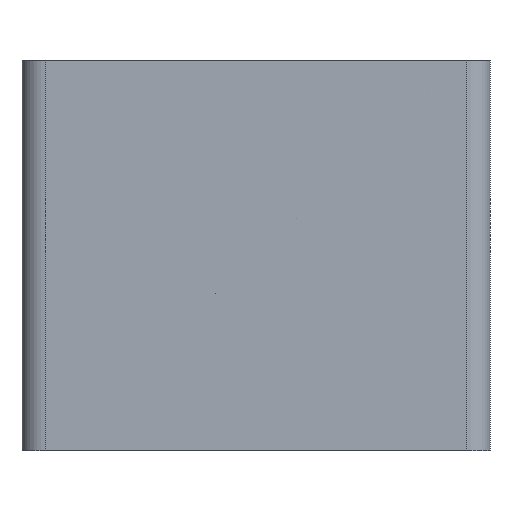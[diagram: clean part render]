
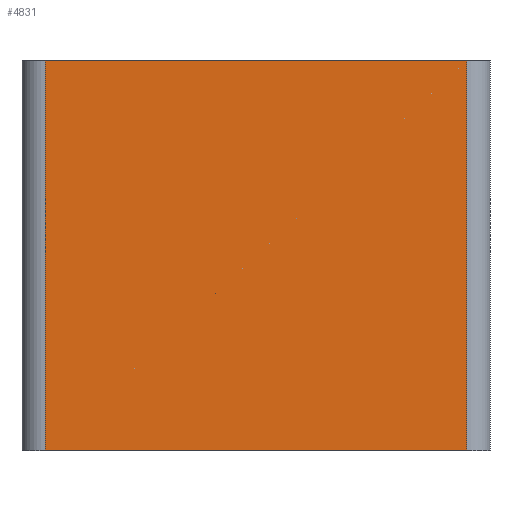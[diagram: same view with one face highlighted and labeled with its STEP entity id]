
A CAD part, front view. The second image highlights one B-rep face of the part: STEP entity #4831.
In plain terms, the highlighted planar face has unit normal (0, -1, 0).
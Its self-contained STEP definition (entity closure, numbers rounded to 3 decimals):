
#3 = ORIENTED_EDGE ( 'NONE', *, *, #282, .F. ) ;
#282 = EDGE_CURVE ( 'NONE', #3585, #6386, #4093, .T. ) ;
#347 = VECTOR ( 'NONE', #5636, 1000. ) ;
#817 = EDGE_CURVE ( 'NONE', #3585, #5758, #1719, .T. ) ;
#1479 = VECTOR ( 'NONE', #4776, 1000. ) ;
#1603 = CARTESIAN_POINT ( 'NONE',  ( -27., -15., -25. ) ) ;
#1719 = LINE ( 'NONE', #2962, #1479 ) ;
#1996 = VECTOR ( 'NONE', #2029, 1000. ) ;
#2029 = DIRECTION ( 'NONE',  ( 1., 0., 0. ) ) ;
#2036 = LINE ( 'NONE', #5825, #8125 ) ;
#2239 = FACE_OUTER_BOUND ( 'NONE', #2841, .T. ) ;
#2696 = DIRECTION ( 'NONE',  ( 1., 0., 0. ) ) ;
#2841 = EDGE_LOOP ( 'NONE', ( #4315, #6003, #3, #4134 ) ) ;
#2900 = PLANE ( 'NONE',  #3936 ) ;
#2927 = CARTESIAN_POINT ( 'NONE',  ( 27., -15., -25. ) ) ;
#2962 = CARTESIAN_POINT ( 'NONE',  ( -27., -15., 25. ) ) ;
#3077 = EDGE_CURVE ( 'NONE', #6386, #5293, #6872, .T. ) ;
#3558 = EDGE_CURVE ( 'NONE', #5758, #5293, #2036, .T. ) ;
#3585 = VERTEX_POINT ( 'NONE', #4632 ) ;
#3743 = CARTESIAN_POINT ( 'NONE',  ( 27., -15., 25. ) ) ;
#3936 = AXIS2_PLACEMENT_3D ( 'NONE', #7422, #8046, #7930 ) ;
#4093 = LINE ( 'NONE', #7096, #1996 ) ;
#4134 = ORIENTED_EDGE ( 'NONE', *, *, #817, .T. ) ;
#4315 = ORIENTED_EDGE ( 'NONE', *, *, #3558, .T. ) ;
#4632 = CARTESIAN_POINT ( 'NONE',  ( -27., -15., 25. ) ) ;
#4776 = DIRECTION ( 'NONE',  ( 0., 0., -1. ) ) ;
#4831 = ADVANCED_FACE ( 'NONE', ( #2239 ), #2900, .F. ) ;
#5293 = VERTEX_POINT ( 'NONE', #2927 ) ;
#5636 = DIRECTION ( 'NONE',  ( 0., 0., -1. ) ) ;
#5758 = VERTEX_POINT ( 'NONE', #1603 ) ;
#5825 = CARTESIAN_POINT ( 'NONE',  ( -27., -15., -25. ) ) ;
#6003 = ORIENTED_EDGE ( 'NONE', *, *, #3077, .F. ) ;
#6386 = VERTEX_POINT ( 'NONE', #7052 ) ;
#6872 = LINE ( 'NONE', #3743, #347 ) ;
#7052 = CARTESIAN_POINT ( 'NONE',  ( 27., -15., 25. ) ) ;
#7096 = CARTESIAN_POINT ( 'NONE',  ( -27., -15., 25. ) ) ;
#7422 = CARTESIAN_POINT ( 'NONE',  ( -27., -15., 25. ) ) ;
#7930 = DIRECTION ( 'NONE',  ( -1., 0., 0. ) ) ;
#8046 = DIRECTION ( 'NONE',  ( 0., 1., 0. ) ) ;
#8125 = VECTOR ( 'NONE', #2696, 1000. ) ;
